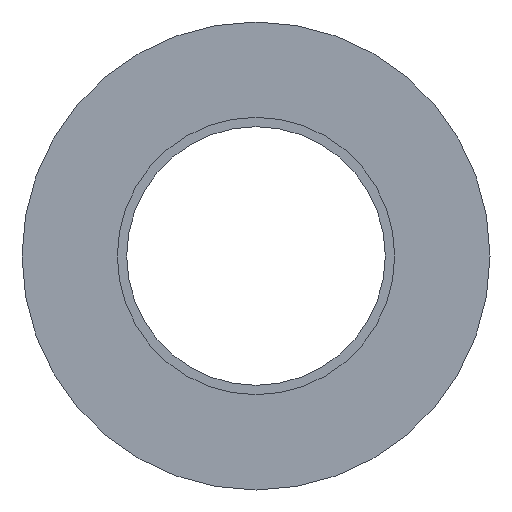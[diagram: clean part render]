
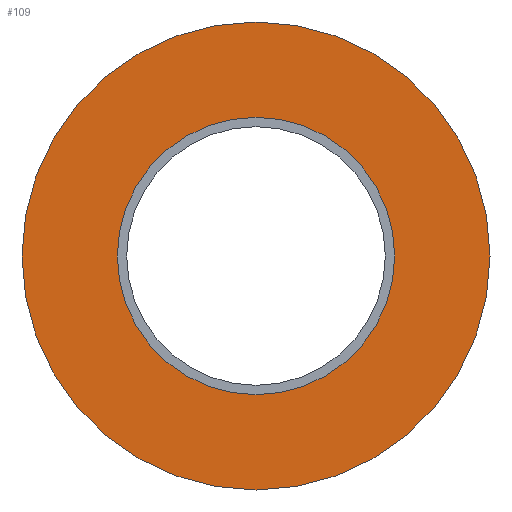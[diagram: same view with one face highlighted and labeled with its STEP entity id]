
A CAD part, front view. The second image highlights one B-rep face of the part: STEP entity #109.
In plain terms, the highlighted planar face has unit normal (0, -1, 0).
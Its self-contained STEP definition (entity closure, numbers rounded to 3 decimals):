
#14 = CARTESIAN_POINT ( 'NONE',  ( 0., 0., -20. ) ) ;
#19 = VERTEX_POINT ( 'NONE', #186 ) ;
#29 = ORIENTED_EDGE ( 'NONE', *, *, #365, .T. ) ;
#32 = DIRECTION ( 'NONE',  ( 0., 0., -1. ) ) ;
#41 = ORIENTED_EDGE ( 'NONE', *, *, #230, .T. ) ;
#46 = CARTESIAN_POINT ( 'NONE',  ( 0., 0., 11.85 ) ) ;
#55 = DIRECTION ( 'NONE',  ( 0., -1., 0. ) ) ;
#74 = VERTEX_POINT ( 'NONE', #46 ) ;
#75 = AXIS2_PLACEMENT_3D ( 'NONE', #251, #55, #292 ) ;
#109 = ADVANCED_FACE ( 'NONE', ( #242, #352 ), #299, .F. ) ;
#125 = DIRECTION ( 'NONE',  ( 0., 0., 1. ) ) ;
#130 = CIRCLE ( 'NONE', #332, 11.85 ) ;
#135 = DIRECTION ( 'NONE',  ( 0., -1., 0. ) ) ;
#156 = DIRECTION ( 'NONE',  ( 0., -1., 0. ) ) ;
#181 = VERTEX_POINT ( 'NONE', #196 ) ;
#186 = CARTESIAN_POINT ( 'NONE',  ( 0., 0., -11.85 ) ) ;
#188 = CIRCLE ( 'NONE', #381, 20. ) ;
#196 = CARTESIAN_POINT ( 'NONE',  ( 0., 0., 20. ) ) ;
#209 = AXIS2_PLACEMENT_3D ( 'NONE', #362, #135, #233 ) ;
#230 = EDGE_CURVE ( 'NONE', #181, #306, #317, .T. ) ;
#233 = DIRECTION ( 'NONE',  ( 0., 0., -1. ) ) ;
#236 = CIRCLE ( 'NONE', #209, 11.85 ) ;
#241 = EDGE_LOOP ( 'NONE', ( #416, #407 ) ) ;
#242 = FACE_BOUND ( 'NONE', #241, .T. ) ;
#246 = EDGE_CURVE ( 'NONE', #74, #19, #130, .T. ) ;
#251 = CARTESIAN_POINT ( 'NONE',  ( 0., 0., 0. ) ) ;
#263 = DIRECTION ( 'NONE',  ( 0., -1., 0. ) ) ;
#271 = CARTESIAN_POINT ( 'NONE',  ( 0., 0., 0. ) ) ;
#283 = EDGE_LOOP ( 'NONE', ( #29, #41 ) ) ;
#292 = DIRECTION ( 'NONE',  ( 0., 0., -1. ) ) ;
#299 = PLANE ( 'NONE',  #364 ) ;
#306 = VERTEX_POINT ( 'NONE', #14 ) ;
#317 = CIRCLE ( 'NONE', #75, 20. ) ;
#332 = AXIS2_PLACEMENT_3D ( 'NONE', #368, #156, #399 ) ;
#337 = DIRECTION ( 'NONE',  ( 0., 1., 0. ) ) ;
#344 = CARTESIAN_POINT ( 'NONE',  ( -11.85, 0., 0. ) ) ;
#352 = FACE_OUTER_BOUND ( 'NONE', #283, .T. ) ;
#362 = CARTESIAN_POINT ( 'NONE',  ( 0., 0., 0. ) ) ;
#364 = AXIS2_PLACEMENT_3D ( 'NONE', #344, #337, #125 ) ;
#365 = EDGE_CURVE ( 'NONE', #306, #181, #188, .T. ) ;
#368 = CARTESIAN_POINT ( 'NONE',  ( 0., 0., 0. ) ) ;
#381 = AXIS2_PLACEMENT_3D ( 'NONE', #271, #263, #32 ) ;
#399 = DIRECTION ( 'NONE',  ( 0., 0., -1. ) ) ;
#407 = ORIENTED_EDGE ( 'NONE', *, *, #246, .F. ) ;
#416 = ORIENTED_EDGE ( 'NONE', *, *, #434, .F. ) ;
#434 = EDGE_CURVE ( 'NONE', #19, #74, #236, .T. ) ;
